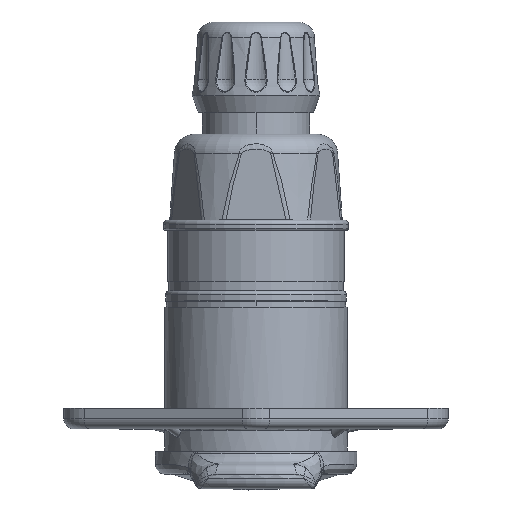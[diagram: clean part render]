
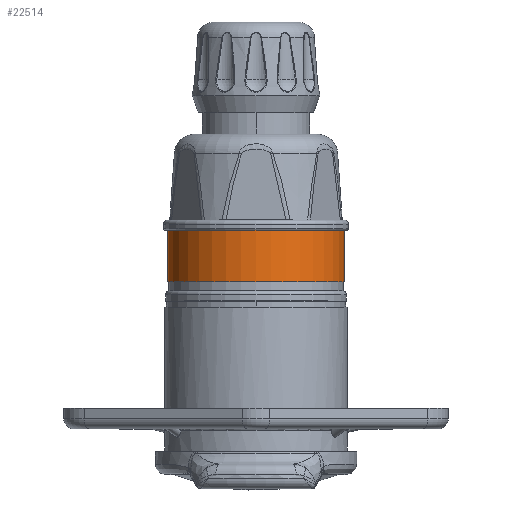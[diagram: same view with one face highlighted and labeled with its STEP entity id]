
A CAD part, top view. The second image highlights one B-rep face of the part: STEP entity #22514.
In plain terms, the highlighted cylindrical face has radius 21.5 mm (diameter 43 mm), a partial arc.
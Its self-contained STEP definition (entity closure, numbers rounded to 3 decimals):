
#6881=DIRECTION('',(0.,1.,0.));
#6882=VECTOR('',#6881,12.5);
#6883=CARTESIAN_POINT('',(21.5,35.8,0.));
#6884=LINE('',#6883,#6882);
#6885=DIRECTION('',(0.,1.,0.));
#6886=VECTOR('',#6885,12.5);
#6887=CARTESIAN_POINT('',(-21.5,35.8,0.));
#6888=LINE('',#6887,#6886);
#6894=CARTESIAN_POINT('',(0.,35.8,0.));
#6895=DIRECTION('',(0.,-1.,0.));
#6896=DIRECTION('',(1.,0.,0.));
#6897=AXIS2_PLACEMENT_3D('',#6894,#6895,#6896);
#6899=CARTESIAN_POINT('',(0.,48.3,0.));
#6900=DIRECTION('',(0.,-1.,0.));
#6901=DIRECTION('',(1.,0.,0.));
#6902=AXIS2_PLACEMENT_3D('',#6899,#6900,#6901);
#14547=CARTESIAN_POINT('',(21.5,35.8,0.));
#14548=CARTESIAN_POINT('',(21.5,48.3,0.));
#14549=VERTEX_POINT('',#14547);
#14550=VERTEX_POINT('',#14548);
#14551=CARTESIAN_POINT('',(-21.5,35.8,0.));
#14552=CARTESIAN_POINT('',(-21.5,48.3,0.));
#14553=VERTEX_POINT('',#14551);
#14554=VERTEX_POINT('',#14552);
#22502=CARTESIAN_POINT('',(0.,89.035,0.));
#22503=DIRECTION('',(0.,-1.,0.));
#22504=DIRECTION('',(-1.,0.,0.));
#22505=AXIS2_PLACEMENT_3D('',#22502,#22503,#22504);
#22506=CYLINDRICAL_SURFACE('',#22505,21.5);
#22507=ORIENTED_EDGE('',*,*,#22492,.F.);
#22508=ORIENTED_EDGE('',*,*,#22477,.T.);
#22509=ORIENTED_EDGE('',*,*,#22496,.T.);
#22511=ORIENTED_EDGE('',*,*,#22510,.F.);
#22512=EDGE_LOOP('',(#22507,#22508,#22509,#22511));
#22513=FACE_OUTER_BOUND('',#22512,.F.);
#22514=ADVANCED_FACE('',(#22513),#22506,.T.);
#6898=CIRCLE('',#6897,21.5);
#6903=CIRCLE('',#6902,21.5);
#22477=EDGE_CURVE('',#14549,#14553,#6898,.T.);
#22492=EDGE_CURVE('',#14549,#14550,#6884,.T.);
#22496=EDGE_CURVE('',#14553,#14554,#6888,.T.);
#22510=EDGE_CURVE('',#14550,#14554,#6903,.T.);
